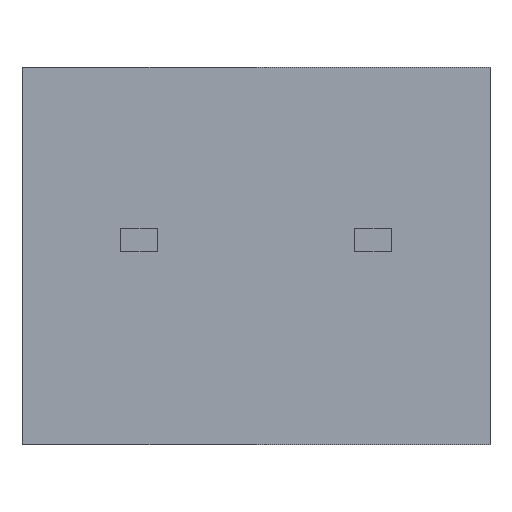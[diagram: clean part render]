
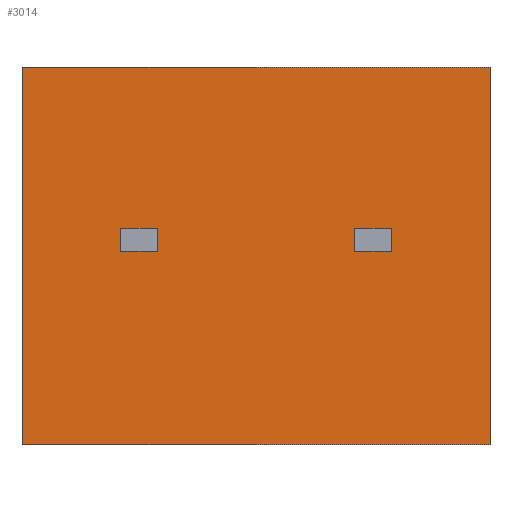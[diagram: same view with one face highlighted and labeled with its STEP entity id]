
A CAD part, front view. The second image highlights one B-rep face of the part: STEP entity #3014.
In plain terms, the highlighted planar face has unit normal (0, -1, 0).
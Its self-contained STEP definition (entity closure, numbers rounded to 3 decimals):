
#188=DIRECTION('',(0.,0.,-1.));
#189=VECTOR('',#188,8.2);
#190=CARTESIAN_POINT('',(-5.08,-2.6,0.));
#191=LINE('',#190,#189);
#249=DIRECTION('',(1.,0.,0.));
#250=VECTOR('',#249,10.16);
#251=CARTESIAN_POINT('',(-5.08,-2.6,-8.2));
#252=LINE('',#251,#250);
#261=DIRECTION('',(-1.,0.,0.));
#262=VECTOR('',#261,0.8);
#263=CARTESIAN_POINT('',(-2.14,-2.6,-3.5));
#264=LINE('',#263,#262);
#277=DIRECTION('',(0.,0.,-1.));
#278=VECTOR('',#277,0.5);
#279=CARTESIAN_POINT('',(-2.14,-2.6,-3.5));
#280=LINE('',#279,#278);
#281=DIRECTION('',(-1.,0.,0.));
#282=VECTOR('',#281,0.8);
#283=CARTESIAN_POINT('',(-2.14,-2.6,-4.));
#284=LINE('',#283,#282);
#293=DIRECTION('',(0.,0.,1.));
#294=VECTOR('',#293,0.5);
#295=CARTESIAN_POINT('',(-2.94,-2.6,-4.));
#296=LINE('',#295,#294);
#309=DIRECTION('',(-1.,0.,0.));
#310=VECTOR('',#309,0.8);
#311=CARTESIAN_POINT('',(2.94,-2.6,-3.5));
#312=LINE('',#311,#310);
#325=DIRECTION('',(0.,0.,-1.));
#326=VECTOR('',#325,0.5);
#327=CARTESIAN_POINT('',(2.94,-2.6,-3.5));
#328=LINE('',#327,#326);
#329=DIRECTION('',(-1.,0.,0.));
#330=VECTOR('',#329,0.8);
#331=CARTESIAN_POINT('',(2.94,-2.6,-4.));
#332=LINE('',#331,#330);
#341=DIRECTION('',(0.,0.,1.));
#342=VECTOR('',#341,0.5);
#343=CARTESIAN_POINT('',(2.14,-2.6,-4.));
#344=LINE('',#343,#342);
#369=DIRECTION('',(-1.,0.,0.));
#370=VECTOR('',#369,10.16);
#371=CARTESIAN_POINT('',(5.08,-2.6,0.));
#372=LINE('',#371,#370);
#1014=DIRECTION('',(0.,0.,-1.));
#1015=VECTOR('',#1014,8.2);
#1016=CARTESIAN_POINT('',(5.08,-2.6,0.));
#1017=LINE('',#1016,#1015);
#2265=CARTESIAN_POINT('',(-5.08,-2.6,0.));
#2267=VERTEX_POINT('',#2265);
#2268=CARTESIAN_POINT('',(-5.08,-2.6,-8.2));
#2269=VERTEX_POINT('',#2268);
#2277=CARTESIAN_POINT('',(5.08,-2.6,0.));
#2279=VERTEX_POINT('',#2277);
#2280=CARTESIAN_POINT('',(5.08,-2.6,-8.2));
#2281=VERTEX_POINT('',#2280);
#2804=CARTESIAN_POINT('',(-2.14,-2.6,-3.5));
#2805=CARTESIAN_POINT('',(-2.94,-2.6,-3.5));
#2806=VERTEX_POINT('',#2804);
#2807=VERTEX_POINT('',#2805);
#2808=CARTESIAN_POINT('',(-2.14,-2.6,-4.));
#2809=CARTESIAN_POINT('',(-2.94,-2.6,-4.));
#2810=VERTEX_POINT('',#2808);
#2811=VERTEX_POINT('',#2809);
#2812=CARTESIAN_POINT('',(2.94,-2.6,-3.5));
#2813=CARTESIAN_POINT('',(2.14,-2.6,-3.5));
#2814=VERTEX_POINT('',#2812);
#2815=VERTEX_POINT('',#2813);
#2816=CARTESIAN_POINT('',(2.94,-2.6,-4.));
#2817=CARTESIAN_POINT('',(2.14,-2.6,-4.));
#2818=VERTEX_POINT('',#2816);
#2819=VERTEX_POINT('',#2817);
#2981=CARTESIAN_POINT('',(-5.08,-2.6,0.));
#2982=DIRECTION('',(0.,-1.,0.));
#2983=DIRECTION('',(0.,0.,-1.));
#2984=AXIS2_PLACEMENT_3D('',#2981,#2982,#2983);
#2985=PLANE('',#2984);
#2986=ORIENTED_EDGE('',*,*,#2960,.F.);
#2987=ORIENTED_EDGE('',*,*,#2849,.F.);
#2989=ORIENTED_EDGE('',*,*,#2988,.F.);
#2991=ORIENTED_EDGE('',*,*,#2990,.T.);
#2992=EDGE_LOOP('',(#2986,#2987,#2989,#2991));
#2993=FACE_OUTER_BOUND('',#2992,.F.);
#2995=ORIENTED_EDGE('',*,*,#2994,.T.);
#2997=ORIENTED_EDGE('',*,*,#2996,.F.);
#2999=ORIENTED_EDGE('',*,*,#2998,.F.);
#3001=ORIENTED_EDGE('',*,*,#3000,.F.);
#3002=EDGE_LOOP('',(#2995,#2997,#2999,#3001));
#3003=FACE_BOUND('',#3002,.F.);
#3005=ORIENTED_EDGE('',*,*,#3004,.T.);
#3007=ORIENTED_EDGE('',*,*,#3006,.F.);
#3009=ORIENTED_EDGE('',*,*,#3008,.F.);
#3011=ORIENTED_EDGE('',*,*,#3010,.F.);
#3012=EDGE_LOOP('',(#3005,#3007,#3009,#3011));
#3013=FACE_BOUND('',#3012,.F.);
#2849=EDGE_CURVE('',#2267,#2269,#191,.T.);
#2960=EDGE_CURVE('',#2269,#2281,#252,.T.);
#2988=EDGE_CURVE('',#2279,#2267,#372,.T.);
#2990=EDGE_CURVE('',#2279,#2281,#1017,.T.);
#2994=EDGE_CURVE('',#2814,#2815,#312,.T.);
#2996=EDGE_CURVE('',#2819,#2815,#344,.T.);
#2998=EDGE_CURVE('',#2818,#2819,#332,.T.);
#3000=EDGE_CURVE('',#2814,#2818,#328,.T.);
#3004=EDGE_CURVE('',#2806,#2807,#264,.T.);
#3006=EDGE_CURVE('',#2811,#2807,#296,.T.);
#3008=EDGE_CURVE('',#2810,#2811,#284,.T.);
#3010=EDGE_CURVE('',#2806,#2810,#280,.T.);
#3014=ADVANCED_FACE('',(#2993,#3003,#3013),#2985,.T.);
